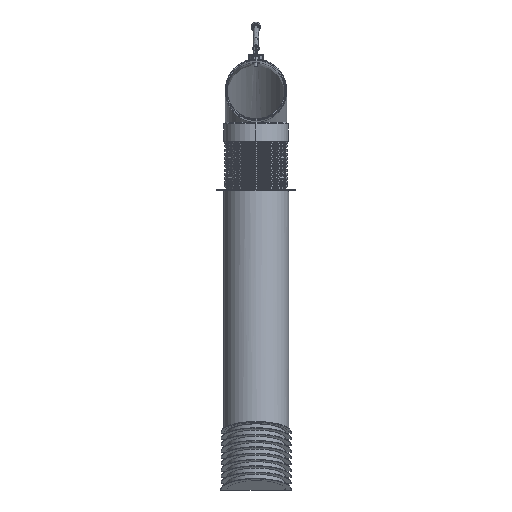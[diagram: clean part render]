
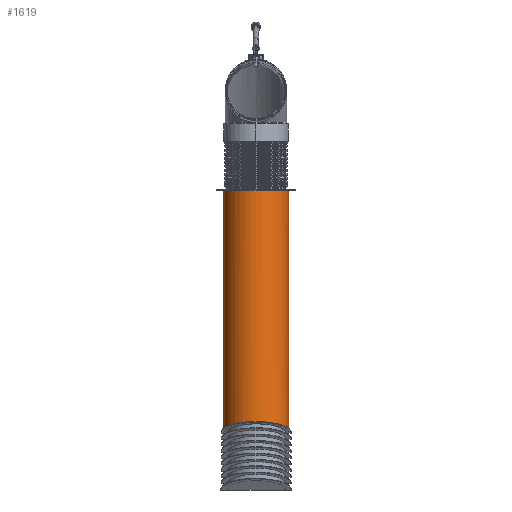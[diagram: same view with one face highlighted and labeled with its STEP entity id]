
A CAD part, front view. The second image highlights one B-rep face of the part: STEP entity #1619.
In plain terms, the highlighted cylindrical face has radius 85 mm (diameter 170 mm), a partial arc.
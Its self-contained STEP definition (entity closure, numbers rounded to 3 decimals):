
#1619=ADVANCED_FACE('',(#4372),#4373,.T.);
#4372=FACE_OUTER_BOUND('',#8590,.T.);
#4373=CYLINDRICAL_SURFACE('',#8591,85.0);
#8590=EDGE_LOOP('',(#24684,#24685,#24686,#24687,#24688));
#8591=AXIS2_PLACEMENT_3D('',#24689,#24690,#24691);
#24684=ORIENTED_EDGE('',*,*,#36207,.T.);
#24685=ORIENTED_EDGE('',*,*,#36309,.T.);
#24686=ORIENTED_EDGE('',*,*,#36308,.T.);
#24687=ORIENTED_EDGE('',*,*,#36209,.T.);
#24688=ORIENTED_EDGE('',*,*,#37111,.T.);
#24689=CARTESIAN_POINT('',(-60.0,-230.0,-2.0));
#24690=DIRECTION('',(0.0,0.0,1.0));
#24691=DIRECTION('',(1.0,0.0,0.0));
#36207=EDGE_CURVE('',#41441,#41442,#41443,.T.);
#36209=EDGE_CURVE('',#41446,#41444,#41447,.T.);
#36308=EDGE_CURVE('',#41638,#41446,#41639,.T.);
#36309=EDGE_CURVE('',#41442,#41638,#41640,.T.);
#37111=EDGE_CURVE('',#41444,#41441,#42936,.T.);
#41441=VERTEX_POINT('',#51590);
#41442=VERTEX_POINT('',#51591);
#41443=LINE('',#51592,#51593);
#41444=VERTEX_POINT('',#51594);
#41446=VERTEX_POINT('',#51596);
#41447=LINE('',#51597,#51598);
#41638=VERTEX_POINT('',#51832);
#41639=CIRCLE('',#51833,85.0);
#41640=CIRCLE('',#51834,85.0);
#42936=ELLIPSE('',#55983,89.125,85.0);
#51590=CARTESIAN_POINT('',(25.0,-230.,-632.325));
#51591=CARTESIAN_POINT('',(25.0,-230.0,-2.0));
#51592=CARTESIAN_POINT('',(25.0,-230.0,-2.0));
#51593=VECTOR('',#65703,1.0);
#51594=CARTESIAN_POINT('',(-145.0,-230.,-632.325));
#51596=CARTESIAN_POINT('',(-145.0,-230.0,-2.0));
#51597=CARTESIAN_POINT('',(-145.0,-230.0,-2.0));
#51598=VECTOR('',#65707,1.0);
#51832=CARTESIAN_POINT('',(-60.0,-315.0,-2.0));
#51833=AXIS2_PLACEMENT_3D('',#65916,#65917,#65918);
#51834=AXIS2_PLACEMENT_3D('',#65919,#65920,#65921);
#55983=AXIS2_PLACEMENT_3D('',#67219,#67220,#67221);
#65703=DIRECTION('',(0.0,0.0,1.0));
#65707=DIRECTION('',(-0.0,-0.0,-1.0));
#65916=CARTESIAN_POINT('',(-60.0,-230.0,-2.0));
#65917=DIRECTION('',(0.,0.,-1.0));
#65918=DIRECTION('',(1.0,0.,0.));
#65919=CARTESIAN_POINT('',(-60.0,-230.0,-2.0));
#65920=DIRECTION('',(0.,0.,-1.0));
#65921=DIRECTION('',(1.0,0.,0.));
#67219=CARTESIAN_POINT('',(-60.0,-230.0,-632.325));
#67220=DIRECTION('',(0.0,0.301,0.954));
#67221=DIRECTION('',(0.0,0.954,-0.301));
